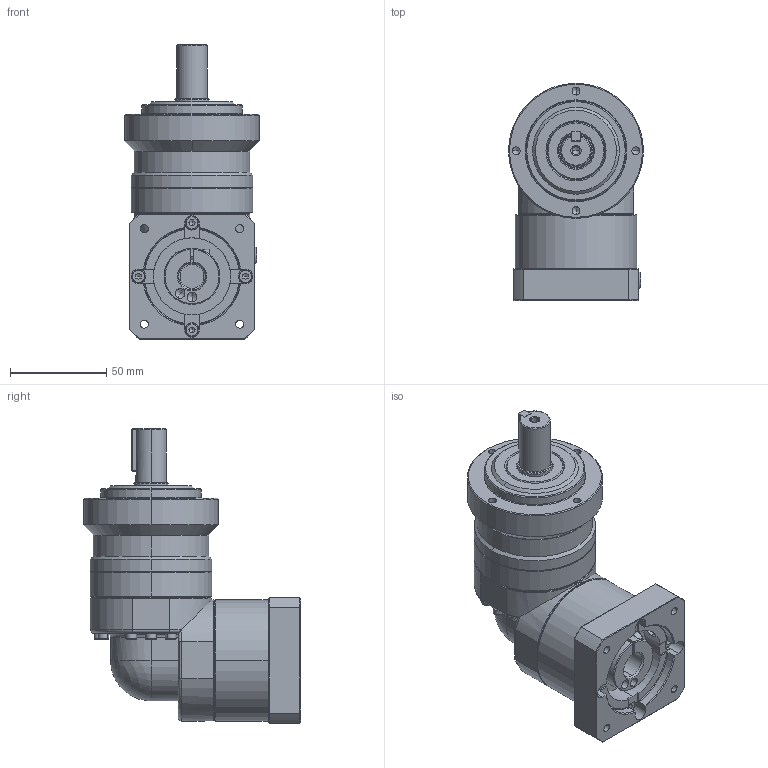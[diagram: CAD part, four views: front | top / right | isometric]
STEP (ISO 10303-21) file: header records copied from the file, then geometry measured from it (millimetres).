
FILE_DESCRIPTION (( 'STEP AP214' ), '1' );
FILE_NAME ('PGB070-05A2.STEP', '2015-05-04T18:09:58', ( '' ), ( '' ), 'SwSTEP 2.0', 'SolidWorks 2014', '' );
FILE_SCHEMA (( 'AUTOMOTIVE_DESIGN' ));
Length unit declared in the file: inch
Products named in the file (1): PGB070-05A2
Bounding box: 70 x 112.5 x 152.5 mm (x, y, z)
Volume: 459687.3 mm3; surface area: 54063 mm2
Topology: 1 solids, 1 shells, 499 faces, 1290 edges, 786 vertices
Faces by surface type: plane 216, cylinder 123, cone 103, torus 55, sphere 2
Entity records: 17719 total; most frequent: CARTESIAN_POINT 3315, DIRECTION 2514, ORIENTED_EDGE 2486, EDGE_CURVE 1243, AXIS2_PLACEMENT_3D 969, VERTEX_POINT 784, VECTOR 576, LINE 576
